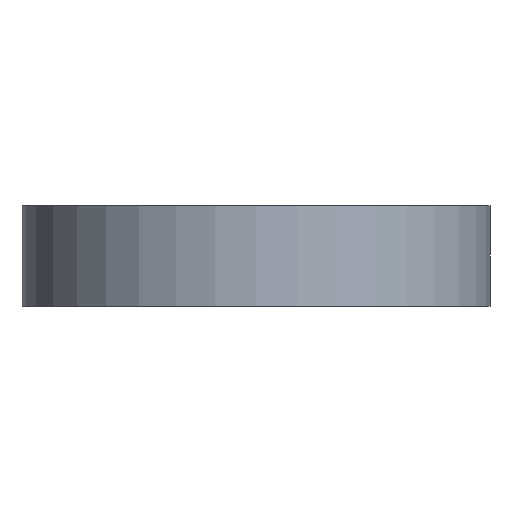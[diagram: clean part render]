
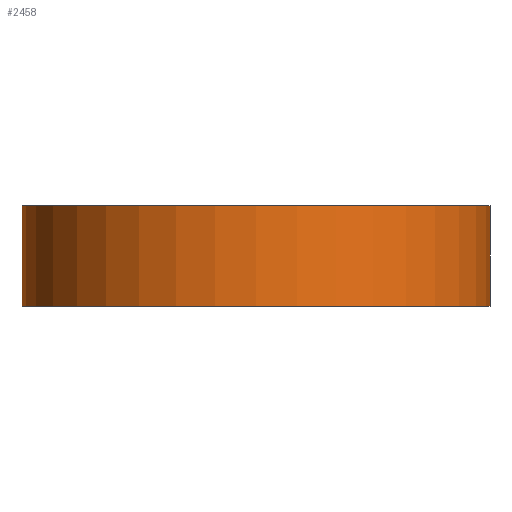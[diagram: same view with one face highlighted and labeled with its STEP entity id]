
A CAD part, front view. The second image highlights one B-rep face of the part: STEP entity #2458.
In plain terms, the highlighted cylindrical face has radius 210 mm (diameter 420 mm), a full revolution.
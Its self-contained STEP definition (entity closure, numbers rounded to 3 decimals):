
#330=FACE_OUTER_BOUND('',#551,.T.);
#551=EDGE_LOOP('',(#2008,#2009,#2010,#2011));
#720=LINE('',#4315,#846);
#846=VECTOR('',#3570,210.);
#979=CIRCLE('',#2694,210.);
#1032=CIRCLE('',#2808,210.);
#1179=VERTEX_POINT('',#4106);
#1240=VERTEX_POINT('',#4313);
#1432=EDGE_CURVE('',#1179,#1179,#979,.T.);
#1517=EDGE_CURVE('',#1240,#1240,#1032,.T.);
#1518=EDGE_CURVE('',#1240,#1179,#720,.T.);
#2008=ORIENTED_EDGE('',*,*,#1517,.F.);
#2009=ORIENTED_EDGE('',*,*,#1518,.T.);
#2010=ORIENTED_EDGE('',*,*,#1432,.T.);
#2011=ORIENTED_EDGE('',*,*,#1518,.F.);
#2276=CYLINDRICAL_SURFACE('',#2807,210.);
#2458=ADVANCED_FACE('',(#330),#2276,.T.);
#2694=AXIS2_PLACEMENT_3D('',#4107,#3308,#3309);
#2807=AXIS2_PLACEMENT_3D('',#4312,#3566,#3567);
#2808=AXIS2_PLACEMENT_3D('',#4314,#3568,#3569);
#3308=DIRECTION('center_axis',(0.,0.,1.));
#3309=DIRECTION('ref_axis',(1.,0.,0.));
#3566=DIRECTION('center_axis',(0.,0.,1.));
#3567=DIRECTION('ref_axis',(1.,0.,0.));
#3568=DIRECTION('center_axis',(0.,0.,1.));
#3569=DIRECTION('ref_axis',(1.,0.,0.));
#3570=DIRECTION('',(0.,0.,-1.));
#4106=CARTESIAN_POINT('',(-210.,0.,0.));
#4107=CARTESIAN_POINT('Origin',(0.,0.,0.));
#4312=CARTESIAN_POINT('Origin',(0.,0.,0.));
#4313=CARTESIAN_POINT('',(-210.,0.,90.));
#4314=CARTESIAN_POINT('Origin',(0.,0.,90.));
#4315=CARTESIAN_POINT('',(-210.,0.,0.));
